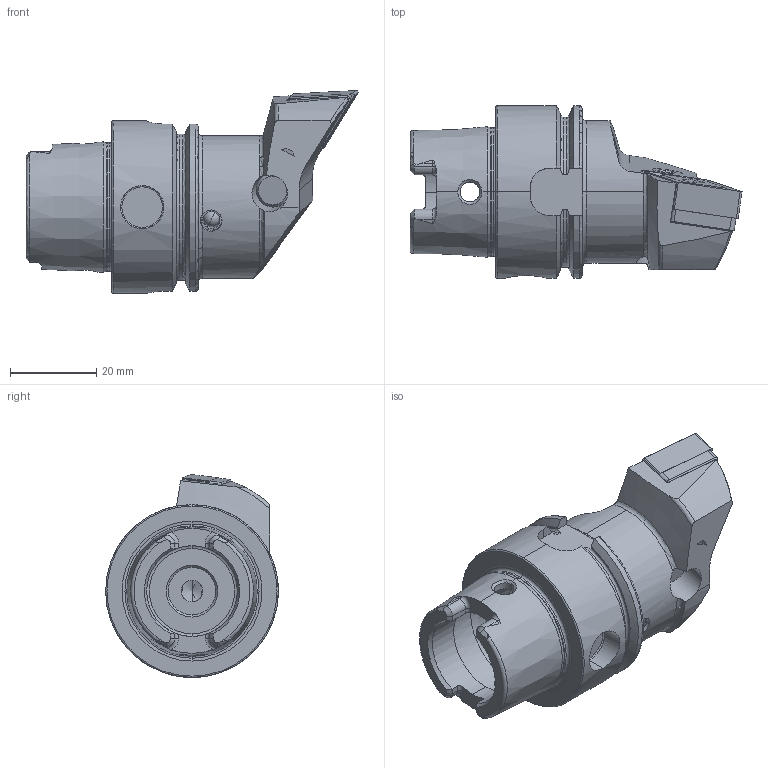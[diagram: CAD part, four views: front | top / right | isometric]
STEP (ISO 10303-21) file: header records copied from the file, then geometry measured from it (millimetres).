
FILE_DESCRIPTION (( 'STEP AP203' ), '1' );
FILE_NAME ('HA4-PDF.LJA.055.STEP', '2013-11-04T07:28:02', ( 'baer' ), ( 'Hewlett-Packard Company' ), 'SwSTEP 2.0', 'SolidWorks 2012', '' );
FILE_SCHEMA (( 'CONFIG_CONTROL_DESIGN' ));
Length unit declared in the file: millimetre
Products named in the file (8): HA4-PDF.LJA.055; KVT_MB_600_050; WCD-ER1.101.000; DNMG150604; WDF-ER2.101.003_A; WCD-ER4.101.017_A; WDF-ER3.101.000_A; HA4-PDF.LJA.055_A
Assembly tree (7 placements, depth 2):
  HA4-PDF.LJA.055
    HA4-PDF.LJA.055_A
    WDF-ER3.101.000_A
    WCD-ER4.101.017_A
    WDF-ER2.101.003_A
    DNMG150604
    WCD-ER1.101.000
    KVT_MB_600_050
Bounding box: 76.9 x 40 x 47 mm (x, y, z)
Volume: 42022.7 mm3; surface area: 16687.9 mm2
Topology: 8 solids, 8 shells, 385 faces, 995 edges, 611 vertices
Faces by surface type: plane 119, cylinder 106, cone 95, torus 46, bspline 17, sphere 2
Entity records: 14211 total; most frequent: CARTESIAN_POINT 4389, ORIENTED_EDGE 1956, DIRECTION 1823, EDGE_CURVE 978, AXIS2_PLACEMENT_3D 713, VERTEX_POINT 608, EDGE_LOOP 402, VECTOR 397
